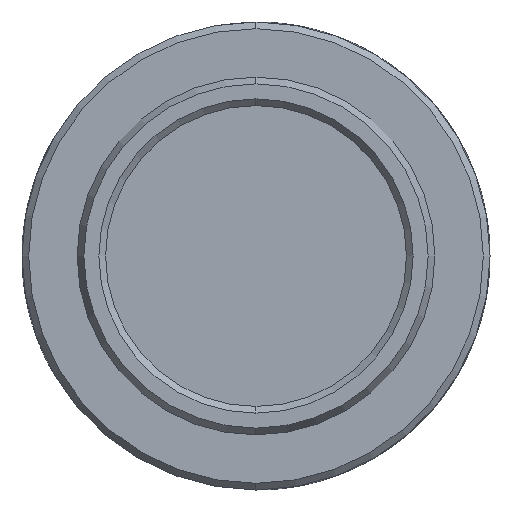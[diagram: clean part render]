
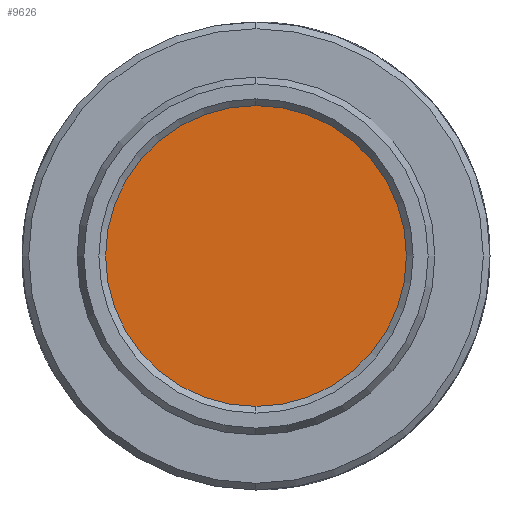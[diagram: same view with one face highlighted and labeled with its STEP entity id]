
A CAD part, left-side view. The second image highlights one B-rep face of the part: STEP entity #9626.
In plain terms, the highlighted planar face has unit normal (-1, 0, 0).
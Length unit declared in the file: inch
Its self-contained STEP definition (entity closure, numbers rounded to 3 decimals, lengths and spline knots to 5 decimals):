
#943 = CARTESIAN_POINT ( 'NONE',  ( -0.095, 0.22848, 0.0944 ) ) ;
#1514 = CARTESIAN_POINT ( 'NONE',  ( -0.095, 0., 0. ) ) ;
#1570 = EDGE_CURVE ( 'NONE', #2797, #2722, #12807, .T. ) ;
#2715 = DIRECTION ( 'NONE',  ( 0., -0.924, -0.382 ) ) ;
#2722 = VERTEX_POINT ( 'NONE', #8688 ) ;
#2797 = VERTEX_POINT ( 'NONE', #943 ) ;
#3323 = EDGE_LOOP ( 'NONE', ( #6883, #15057 ) ) ;
#3624 = PLANE ( 'NONE',  #12832 ) ;
#5034 = AXIS2_PLACEMENT_3D ( 'NONE', #7132, #15542, #8336 ) ;
#5908 = EDGE_CURVE ( 'NONE', #2722, #2797, #7892, .T. ) ;
#6047 = DIRECTION ( 'NONE',  ( 1., 0., 0. ) ) ;
#6124 = FACE_OUTER_BOUND ( 'NONE', #3323, .T. ) ;
#6883 = ORIENTED_EDGE ( 'NONE', *, *, #5908, .F. ) ;
#7132 = CARTESIAN_POINT ( 'NONE',  ( -0.095, 0., 0. ) ) ;
#7892 = CIRCLE ( 'NONE', #11927, 0.24722 ) ;
#8336 = DIRECTION ( 'NONE',  ( 0., -0.924, -0.382 ) ) ;
#8688 = CARTESIAN_POINT ( 'NONE',  ( -0.095, -0.22848, -0.0944 ) ) ;
#9626 = ADVANCED_FACE ( 'NONE', ( #6124 ), #3624, .F. ) ;
#9913 = DIRECTION ( 'NONE',  ( 1., 0., 0. ) ) ;
#11927 = AXIS2_PLACEMENT_3D ( 'NONE', #1514, #9913, #2715 ) ;
#12807 = CIRCLE ( 'NONE', #5034, 0.24722 ) ;
#12832 = AXIS2_PLACEMENT_3D ( 'NONE', #13231, #6047, #14463 ) ;
#13231 = CARTESIAN_POINT ( 'NONE',  ( -0.095, 0., 0. ) ) ;
#14463 = DIRECTION ( 'NONE',  ( 0., -0.924, -0.382 ) ) ;
#15057 = ORIENTED_EDGE ( 'NONE', *, *, #1570, .F. ) ;
#15542 = DIRECTION ( 'NONE',  ( 1., 0., 0. ) ) ;
